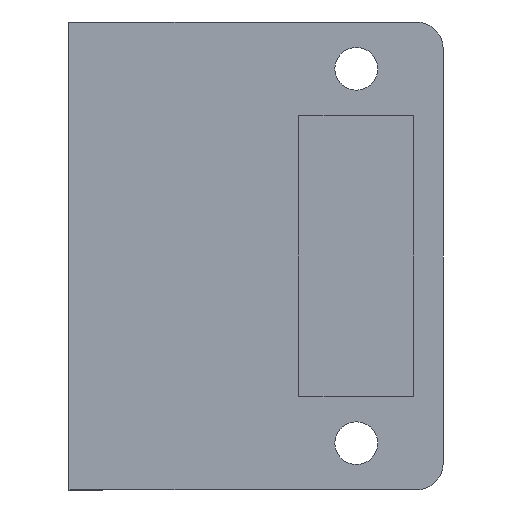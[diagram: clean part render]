
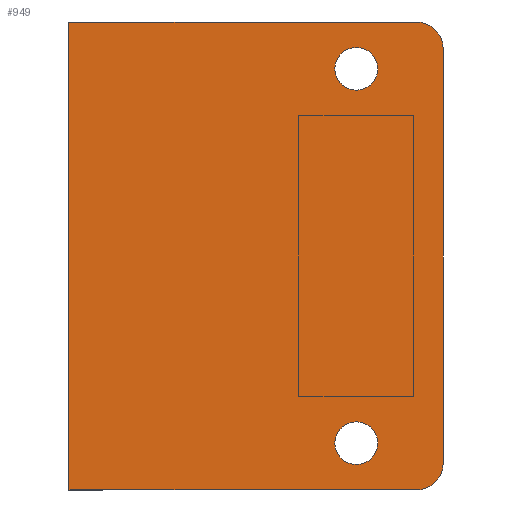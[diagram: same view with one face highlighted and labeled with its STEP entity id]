
A CAD part, left-side view. The second image highlights one B-rep face of the part: STEP entity #949.
In plain terms, the highlighted planar face has unit normal (-1, 0, 0).
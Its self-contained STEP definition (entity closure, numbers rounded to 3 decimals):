
#19=FACE_BOUND('',#126,.T.);
#20=FACE_BOUND('',#127,.T.);
#36=PLANE('',#1012);
#73=FACE_OUTER_BOUND('',#125,.T.);
#125=EDGE_LOOP('',(#681,#682,#683,#684,#685,#686));
#126=EDGE_LOOP('',(#687));
#127=EDGE_LOOP('',(#688));
#203=LINE('',#1425,#301);
#204=LINE('',#1429,#302);
#205=LINE('',#1431,#303);
#206=LINE('',#1432,#304);
#301=VECTOR('',#1138,10.);
#302=VECTOR('',#1141,10.);
#303=VECTOR('',#1142,10.);
#304=VECTOR('',#1143,10.);
#388=CIRCLE('',#1011,2.);
#389=CIRCLE('',#1013,2.);
#390=CIRCLE('',#1014,1.6);
#391=CIRCLE('',#1015,1.6);
#439=VERTEX_POINT('',#1418);
#440=VERTEX_POINT('',#1420);
#441=VERTEX_POINT('',#1424);
#442=VERTEX_POINT('',#1426);
#443=VERTEX_POINT('',#1428);
#444=VERTEX_POINT('',#1430);
#445=VERTEX_POINT('',#1433);
#446=VERTEX_POINT('',#1435);
#535=EDGE_CURVE('',#439,#440,#388,.T.);
#537=EDGE_CURVE('',#441,#439,#203,.T.);
#538=EDGE_CURVE('',#442,#441,#389,.T.);
#539=EDGE_CURVE('',#443,#442,#204,.T.);
#540=EDGE_CURVE('',#444,#443,#205,.T.);
#541=EDGE_CURVE('',#444,#440,#206,.T.);
#542=EDGE_CURVE('',#445,#445,#390,.T.);
#543=EDGE_CURVE('',#446,#446,#391,.T.);
#681=ORIENTED_EDGE('',*,*,#535,.F.);
#682=ORIENTED_EDGE('',*,*,#537,.F.);
#683=ORIENTED_EDGE('',*,*,#538,.F.);
#684=ORIENTED_EDGE('',*,*,#539,.F.);
#685=ORIENTED_EDGE('',*,*,#540,.F.);
#686=ORIENTED_EDGE('',*,*,#541,.T.);
#687=ORIENTED_EDGE('',*,*,#542,.T.);
#688=ORIENTED_EDGE('',*,*,#543,.T.);
#949=ADVANCED_FACE('',(#73,#19,#20),#36,.T.);
#1011=AXIS2_PLACEMENT_3D('',#1421,#1133,#1134);
#1012=AXIS2_PLACEMENT_3D('',#1423,#1136,#1137);
#1013=AXIS2_PLACEMENT_3D('',#1427,#1139,#1140);
#1014=AXIS2_PLACEMENT_3D('',#1434,#1144,#1145);
#1015=AXIS2_PLACEMENT_3D('',#1436,#1146,#1147);
#1133=DIRECTION('center_axis',(1.,0.,0.));
#1134=DIRECTION('ref_axis',(0.,-0.707,-0.707));
#1136=DIRECTION('center_axis',(-1.,0.,0.));
#1137=DIRECTION('ref_axis',(0.,0.,
-1.));
#1138=DIRECTION('',(0.,0.,-1.));
#1139=DIRECTION('center_axis',(1.,0.,0.));
#1140=DIRECTION('ref_axis',(0.,-0.707,0.707));
#1141=DIRECTION('',(0.,-1.,0.));
#1142=DIRECTION('',(0.,0.,1.));
#1143=DIRECTION('',(0.,-1.,0.));
#1144=DIRECTION('center_axis',(1.,0.,0.));
#1145=DIRECTION('ref_axis',(0.,-1.,0.));
#1146=DIRECTION('center_axis',(1.,0.,0.));
#1147=DIRECTION('ref_axis',(0.,-1.,0.));
#1418=CARTESIAN_POINT('',(-310.45,272.5,6.5));
#1420=CARTESIAN_POINT('',(-310.45,274.5,4.5));
#1421=CARTESIAN_POINT('Origin',(-310.45,274.5,6.5));
#1423=CARTESIAN_POINT('Origin',(-310.45,300.5,39.5));
#1424=CARTESIAN_POINT('',(-310.45,272.5,37.5));
#1425=CARTESIAN_POINT('',(-310.45,272.5,4.5));
#1426=CARTESIAN_POINT('',(-310.45,274.5,39.5));
#1427=CARTESIAN_POINT('Origin',(-310.45,274.5,37.5));
#1428=CARTESIAN_POINT('',(-310.45,300.5,39.5));
#1429=CARTESIAN_POINT('',(-310.45,300.5,39.5));
#1430=CARTESIAN_POINT('',(-310.45,300.5,4.5));
#1431=CARTESIAN_POINT('',(-310.45,300.5,4.5));
#1432=CARTESIAN_POINT('',(-310.45,300.5,4.5));
#1433=CARTESIAN_POINT('',(-310.45,280.6,36.));
#1434=CARTESIAN_POINT('Origin',(-310.45,279.,36.));
#1435=CARTESIAN_POINT('',(-310.45,280.6,8.));
#1436=CARTESIAN_POINT('Origin',(-310.45,279.,8.));
